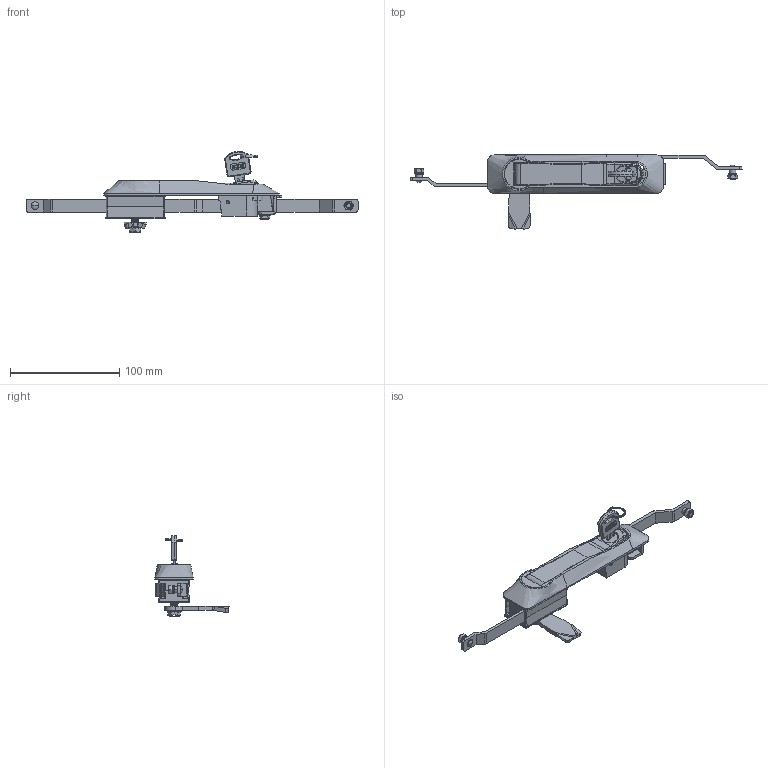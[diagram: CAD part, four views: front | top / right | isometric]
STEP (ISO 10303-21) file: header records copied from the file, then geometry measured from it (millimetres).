
FILE_DESCRIPTION (( 'STEP AP203' ), '1' );
FILE_NAME ('KI16.2.31.60.P.1.V_Krom Kaplamalý.STEP', '2022-09-14T12:40:33', ( '' ), ( '' ), 'SwSTEP 2.0', 'SolidWorks 2021', '' );
FILE_SCHEMA (( 'CONFIG_CONTROL_DESIGN' ));
Products named in the file (1): KI16.2.31.60.P.1.V_Krom Kaplamalý
Bounding box: 303.91 x 67.81 x 74.25 mm (x, y, z)
Surface area: 48625.2 mm2 (no closed solid volume)
Topology: 0 solids, 37 shells, 787 faces, 2811 edges, 2012 vertices
Faces by surface type: plane 368, cylinder 195, bspline 97, cone 79, torus 42, sphere 6
Entity records: 43171 total; most frequent: CARTESIAN_POINT 21820, ORIENTED_EDGE 4506, DIRECTION 3655, EDGE_CURVE 2805, VERTEX_POINT 2012, LINE 1279, VECTOR 1279, AXIS2_PLACEMENT_3D 1188
